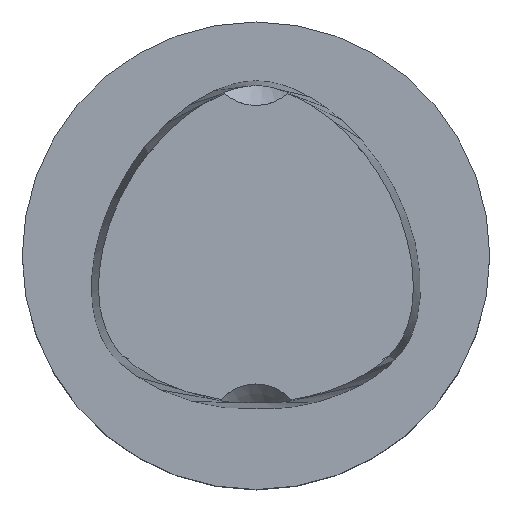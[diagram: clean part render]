
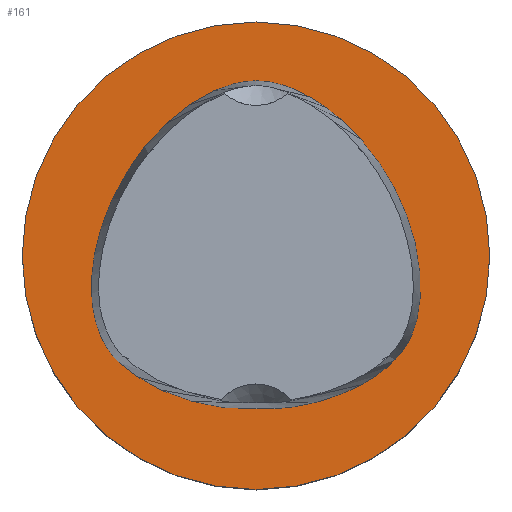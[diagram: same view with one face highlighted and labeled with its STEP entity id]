
A CAD part, top view. The second image highlights one B-rep face of the part: STEP entity #161.
In plain terms, the highlighted planar face has unit normal (0, 0, 1).
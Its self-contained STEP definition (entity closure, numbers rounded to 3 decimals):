
#75=EDGE_CURVE('240[2]',#201,#202,#203,.T.);
#95=EDGE_CURVE('240[2]',#202,#201,#233,.T.);
#123=EDGE_CURVE('240[2]',#272,#272,#273,.T.);
#161=ADVANCED_FACE('240[2]',(#322,#323),#324,.T.);
#201=VERTEX_POINT('',#452);
#202=VERTEX_POINT('',#453);
#203=B_SPLINE_CURVE_WITH_KNOTS('',3,(#454,#455,#456,#457,#458,#459,#460,#461,#462,#463,#464,#465,#466,#467,#468,#469,#470,#471,#472,#473,#474,#475,#476,#477,#478,#479,#480,#481,#482),.UNSPECIFIED.,.F.,.F.,(4,1,1,1,1,1,1,1,1,1,1,1,1,1,1,1,1,1,1,1,1,1,1,3,4),(0.5,0.52,0.541,0.562,0.583,0.605,0.628,0.651,0.674,0.697,0.72,0.743,0.764,0.785,0.806,0.827,0.847,0.867,0.888,0.91,0.931,0.954,0.977,1.,1.0),.UNSPECIFIED.);
#233=B_SPLINE_CURVE_WITH_KNOTS('',3,(#554,#555,#556,#557,#558,#559,#560,#561,#562,#563,#564,#565,#566,#567,#568,#569,#570,#571,#572,#573,#574,#575,#576,#577,#578,#579,#580),.UNSPECIFIED.,.F.,.F.,(4,1,1,1,1,1,1,1,1,1,1,1,1,1,1,1,1,1,1,1,1,1,1,1,4),(0.0,0.023,0.046,0.069,0.09,0.112,0.133,0.153,0.173,0.194,0.215,0.236,0.257,0.28,0.303,0.326,0.349,0.372,0.394,0.417,0.438,0.459,0.48,0.5,0.5),.UNSPECIFIED.);
#272=VERTEX_POINT('',#699);
#273=CIRCLE('',#700,19.99);
#322=FACE_OUTER_BOUND('',#1746,.T.);
#323=FACE_BOUND('',#1747,.T.);
#324=PLANE('',#1748);
#452=CARTESIAN_POINT('',(0.,-13.059,0.0));
#453=CARTESIAN_POINT('',(0.,14.963,0.0));
#454=CARTESIAN_POINT('',(0.,-13.059,0.0));
#455=CARTESIAN_POINT('',(-0.599,-13.06,0.0));
#456=CARTESIAN_POINT('',(-1.804,-13.11,0.0));
#457=CARTESIAN_POINT('',(-3.617,-12.877,0.0));
#458=CARTESIAN_POINT('',(-5.433,-12.482,0.0));
#459=CARTESIAN_POINT('',(-7.236,-11.876,0.0));
#460=CARTESIAN_POINT('',(-9.027,-11.084,0.0));
#461=CARTESIAN_POINT('',(-10.695,-9.982,0.0));
#462=CARTESIAN_POINT('',(-12.297,-8.699,0.0));
#463=CARTESIAN_POINT('',(-13.338,-6.901,0.0));
#464=CARTESIAN_POINT('',(-13.938,-4.949,0.0));
#465=CARTESIAN_POINT('',(-14.107,-2.937,0.0));
#466=CARTESIAN_POINT('',(-14.001,-0.969,0.0));
#467=CARTESIAN_POINT('',(-13.671,0.924,0.0));
#468=CARTESIAN_POINT('',(-13.166,2.726,0.0));
#469=CARTESIAN_POINT('',(-12.508,4.439,0.0));
#470=CARTESIAN_POINT('',(-11.715,6.069,0.0));
#471=CARTESIAN_POINT('',(-10.791,7.62,0.0));
#472=CARTESIAN_POINT('',(-9.73,9.097,0.0));
#473=CARTESIAN_POINT('',(-8.525,10.495,0.0));
#474=CARTESIAN_POINT('',(-7.163,11.802,0.0));
#475=CARTESIAN_POINT('',(-5.631,12.989,0.0));
#476=CARTESIAN_POINT('',(-3.92,14.001,0.0));
#477=CARTESIAN_POINT('',(-2.037,14.753,0.0));
#478=CARTESIAN_POINT('',(-0.679,14.96,0.0));
#479=CARTESIAN_POINT('',(0.,14.963,0.0));
#480=CARTESIAN_POINT('',(0.,14.963,0.0));
#481=CARTESIAN_POINT('',(0.,14.963,0.0));
#482=CARTESIAN_POINT('',(0.,14.963,0.0));
#554=CARTESIAN_POINT('',(0.,14.963,0.0));
#555=CARTESIAN_POINT('',(0.679,14.966,0.0));
#556=CARTESIAN_POINT('',(2.037,14.75,0.0));
#557=CARTESIAN_POINT('',(3.92,14.001,0.0));
#558=CARTESIAN_POINT('',(5.632,12.989,0.0));
#559=CARTESIAN_POINT('',(7.163,11.802,0.0));
#560=CARTESIAN_POINT('',(8.525,10.495,0.0));
#561=CARTESIAN_POINT('',(9.73,9.097,0.0));
#562=CARTESIAN_POINT('',(10.79,7.62,0.0));
#563=CARTESIAN_POINT('',(11.715,6.069,0.0));
#564=CARTESIAN_POINT('',(12.508,4.439,0.0));
#565=CARTESIAN_POINT('',(13.166,2.726,0.0));
#566=CARTESIAN_POINT('',(13.671,0.924,0.0));
#567=CARTESIAN_POINT('',(14.001,-0.968,0.0));
#568=CARTESIAN_POINT('',(14.109,-2.938,0.0));
#569=CARTESIAN_POINT('',(13.931,-4.945,0.0));
#570=CARTESIAN_POINT('',(13.362,-6.916,0.0));
#571=CARTESIAN_POINT('',(12.235,-8.648,0.0));
#572=CARTESIAN_POINT('',(10.716,-10.01,0.0));
#573=CARTESIAN_POINT('',(9.02,-11.075,0.0));
#574=CARTESIAN_POINT('',(7.239,-11.881,0.0));
#575=CARTESIAN_POINT('',(5.434,-12.487,0.0));
#576=CARTESIAN_POINT('',(3.618,-12.876,0.0));
#577=CARTESIAN_POINT('',(1.804,-13.11,0.0));
#578=CARTESIAN_POINT('',(0.599,-13.059,0.0));
#579=CARTESIAN_POINT('',(0.,-13.059,0.0));
#580=CARTESIAN_POINT('',(0.,-13.059,0.0));
#699=CARTESIAN_POINT('',(0.,19.99,0.));
#700=AXIS2_PLACEMENT_3D('',#1859,#1860,#1861);
#1746=EDGE_LOOP('',(#1919));
#1747=EDGE_LOOP('',(#1920,#1921));
#1748=AXIS2_PLACEMENT_3D('',#1922,#1923,#1924);
#1859=CARTESIAN_POINT('',(0.0,0.0,0.0));
#1860=DIRECTION('',(0.,0.,-1.0));
#1861=DIRECTION('',(0.,1.0,0.));
#1919=ORIENTED_EDGE('',*,*,#123,.F.);
#1920=ORIENTED_EDGE('',*,*,#95,.T.);
#1921=ORIENTED_EDGE('',*,*,#75,.T.);
#1922=CARTESIAN_POINT('',(0.,9.995,0.));
#1923=DIRECTION('',(0.,0.,1.0));
#1924=DIRECTION('',(1.0,0.,0.0));
